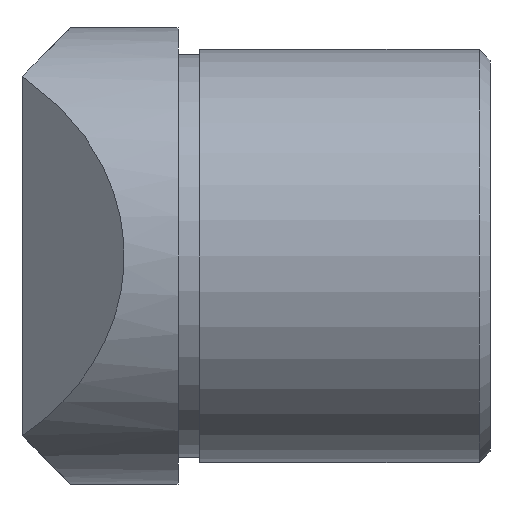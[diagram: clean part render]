
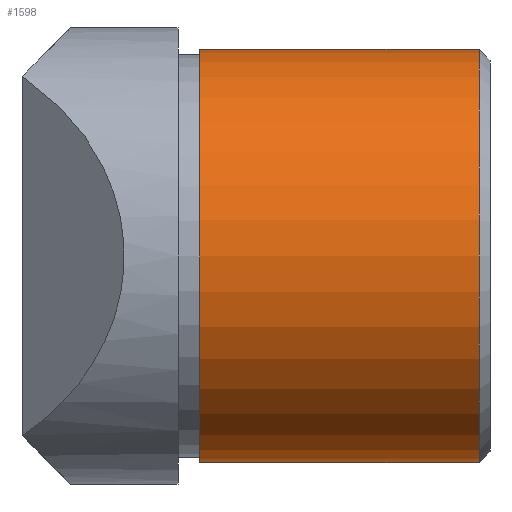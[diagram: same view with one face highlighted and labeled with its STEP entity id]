
A CAD part, left-side view. The second image highlights one B-rep face of the part: STEP entity #1598.
In plain terms, the highlighted cylindrical face has radius 19.2 mm (diameter 38.4 mm), a partial arc.
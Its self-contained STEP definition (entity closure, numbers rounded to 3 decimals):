
#253 = CARTESIAN_POINT ( 'NONE',  ( 0., -2., -19.2 ) ) ;
#622 = ORIENTED_EDGE ( 'NONE', *, *, #5392, .T. ) ;
#746 = ORIENTED_EDGE ( 'NONE', *, *, #7480, .F. ) ;
#944 = CARTESIAN_POINT ( 'NONE',  ( 0., -29., 19.2 ) ) ;
#1306 = ORIENTED_EDGE ( 'NONE', *, *, #5520, .T. ) ;
#1598 = ADVANCED_FACE ( 'NONE', ( #4989 ), #11540, .T. ) ;
#1887 = DIRECTION ( 'NONE',  ( 0., 1., 0. ) ) ;
#1960 = CARTESIAN_POINT ( 'NONE',  ( 0., -29., 0. ) ) ;
#1992 = VERTEX_POINT ( 'NONE', #4130 ) ;
#2693 = CARTESIAN_POINT ( 'NONE',  ( 0., -29., -19.2 ) ) ;
#3059 = DIRECTION ( 'NONE',  ( 0., -1., 0. ) ) ;
#4130 = CARTESIAN_POINT ( 'NONE',  ( 0., -28., 19.2 ) ) ;
#4167 = LINE ( 'NONE', #2693, #6367 ) ;
#4964 = DIRECTION ( 'NONE',  ( 0., 1., 0. ) ) ;
#4970 = AXIS2_PLACEMENT_3D ( 'NONE', #8646, #3059, #9594 ) ;
#4989 = FACE_OUTER_BOUND ( 'NONE', #9388, .T. ) ;
#5392 = EDGE_CURVE ( 'NONE', #1992, #10548, #9605, .T. ) ;
#5520 = EDGE_CURVE ( 'NONE', #10548, #9314, #6248, .T. ) ;
#6213 = AXIS2_PLACEMENT_3D ( 'NONE', #1960, #8524, #9475 ) ;
#6248 = CIRCLE ( 'NONE', #4970, 19.2 ) ;
#6367 = VECTOR ( 'NONE', #8281, 1000. ) ;
#6395 = AXIS2_PLACEMENT_3D ( 'NONE', #10546, #4964, #11476 ) ;
#6708 = CIRCLE ( 'NONE', #6395, 19.2 ) ;
#7480 = EDGE_CURVE ( 'NONE', #11855, #9314, #4167, .T. ) ;
#8281 = DIRECTION ( 'NONE',  ( 0., 1., 0. ) ) ;
#8524 = DIRECTION ( 'NONE',  ( 0., 1., 0. ) ) ;
#8646 = CARTESIAN_POINT ( 'NONE',  ( 0., -2., 0. ) ) ;
#9313 = VECTOR ( 'NONE', #1887, 1000. ) ;
#9314 = VERTEX_POINT ( 'NONE', #253 ) ;
#9326 = EDGE_CURVE ( 'NONE', #11855, #1992, #6708, .T. ) ;
#9388 = EDGE_LOOP ( 'NONE', ( #746, #11027, #622, #1306 ) ) ;
#9408 = CARTESIAN_POINT ( 'NONE',  ( 0., -28., -19.2 ) ) ;
#9461 = CARTESIAN_POINT ( 'NONE',  ( 0., -2., 19.2 ) ) ;
#9475 = DIRECTION ( 'NONE',  ( 0., 0., 1. ) ) ;
#9594 = DIRECTION ( 'NONE',  ( 0., 0., -1. ) ) ;
#9605 = LINE ( 'NONE', #944, #9313 ) ;
#10546 = CARTESIAN_POINT ( 'NONE',  ( 0., -28., 0. ) ) ;
#10548 = VERTEX_POINT ( 'NONE', #9461 ) ;
#11027 = ORIENTED_EDGE ( 'NONE', *, *, #9326, .T. ) ;
#11476 = DIRECTION ( 'NONE',  ( 0., 0., -1. ) ) ;
#11540 = CYLINDRICAL_SURFACE ( 'NONE', #6213, 19.2 ) ;
#11855 = VERTEX_POINT ( 'NONE', #9408 ) ;
